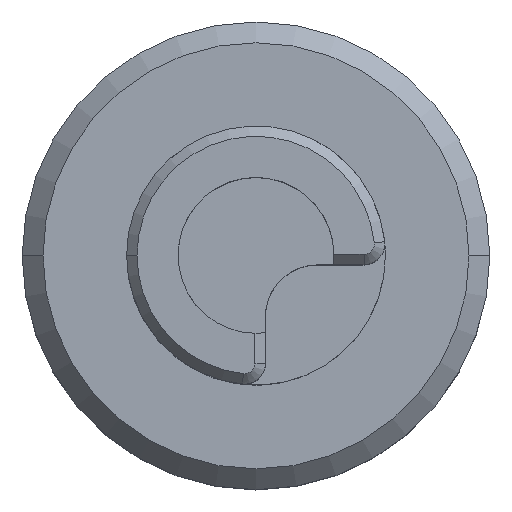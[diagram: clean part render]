
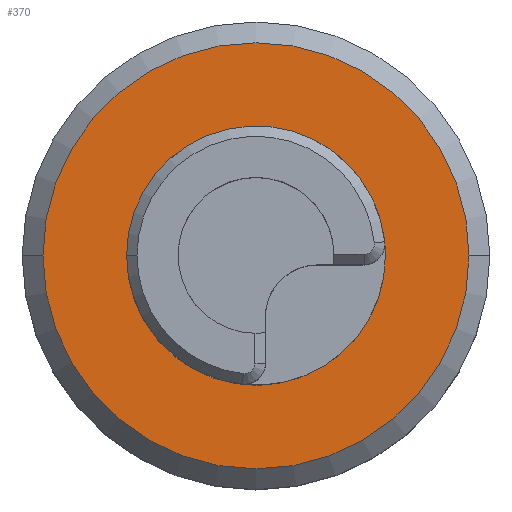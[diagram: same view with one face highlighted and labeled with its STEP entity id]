
A CAD part, top view. The second image highlights one B-rep face of the part: STEP entity #370.
In plain terms, the highlighted planar face has unit normal (0, 0, 1).
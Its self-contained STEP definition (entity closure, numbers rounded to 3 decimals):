
#23 = CARTESIAN_POINT ( 'NONE',  ( 0., 0., 20. ) ) ;
#35 = CIRCLE ( 'NONE', #849, 20.5 ) ;
#42 = VERTEX_POINT ( 'NONE', #741 ) ;
#61 = CARTESIAN_POINT ( 'NONE',  ( 12.45, 0., 20. ) ) ;
#66 = VERTEX_POINT ( 'NONE', #61 ) ;
#94 = DIRECTION ( 'NONE',  ( 0., 0., 1. ) ) ;
#96 = DIRECTION ( 'NONE',  ( 1., 0., 0. ) ) ;
#104 = PLANE ( 'NONE',  #759 ) ;
#225 = CIRCLE ( 'NONE', #526, 12.45 ) ;
#226 = CARTESIAN_POINT ( 'NONE',  ( 0., 0., 20. ) ) ;
#247 = EDGE_CURVE ( 'NONE', #42, #66, #714, .T. ) ;
#267 = ORIENTED_EDGE ( 'NONE', *, *, #247, .F. ) ;
#294 = EDGE_CURVE ( 'NONE', #422, #856, #305, .T. ) ;
#297 = ORIENTED_EDGE ( 'NONE', *, *, #622, .F. ) ;
#304 = DIRECTION ( 'NONE',  ( 0., 0., 1. ) ) ;
#305 = CIRCLE ( 'NONE', #498, 20.5 ) ;
#317 = CARTESIAN_POINT ( 'NONE',  ( 20.5, 0., 20. ) ) ;
#370 = ADVANCED_FACE ( 'NONE', ( #701, #385 ), #104, .T. ) ;
#374 = DIRECTION ( 'NONE',  ( 1., 0., 0. ) ) ;
#382 = DIRECTION ( 'NONE',  ( 1., 0., 0. ) ) ;
#385 = FACE_BOUND ( 'NONE', #846, .T. ) ;
#403 = CARTESIAN_POINT ( 'NONE',  ( -20.5, 0., 20. ) ) ;
#422 = VERTEX_POINT ( 'NONE', #317 ) ;
#435 = ORIENTED_EDGE ( 'NONE', *, *, #294, .T. ) ;
#456 = DIRECTION ( 'NONE',  ( 1., 0., 0. ) ) ;
#498 = AXIS2_PLACEMENT_3D ( 'NONE', #715, #304, #374 ) ;
#505 = DIRECTION ( 'NONE',  ( 0., 0., 1. ) ) ;
#522 = DIRECTION ( 'NONE',  ( 0., 0., 1. ) ) ;
#526 = AXIS2_PLACEMENT_3D ( 'NONE', #23, #522, #382 ) ;
#528 = DIRECTION ( 'NONE',  ( 0., 0., 1. ) ) ;
#545 = EDGE_LOOP ( 'NONE', ( #722, #435 ) ) ;
#561 = CARTESIAN_POINT ( 'NONE',  ( 0., 0., 20. ) ) ;
#608 = EDGE_CURVE ( 'NONE', #856, #422, #35, .T. ) ;
#622 = EDGE_CURVE ( 'NONE', #66, #42, #225, .T. ) ;
#652 = AXIS2_PLACEMENT_3D ( 'NONE', #226, #94, #96 ) ;
#701 = FACE_OUTER_BOUND ( 'NONE', #545, .T. ) ;
#714 = CIRCLE ( 'NONE', #652, 12.45 ) ;
#715 = CARTESIAN_POINT ( 'NONE',  ( 0., 0., 20. ) ) ;
#722 = ORIENTED_EDGE ( 'NONE', *, *, #608, .T. ) ;
#741 = CARTESIAN_POINT ( 'NONE',  ( -12.45, 0., 20. ) ) ;
#759 = AXIS2_PLACEMENT_3D ( 'NONE', #858, #528, #456 ) ;
#837 = DIRECTION ( 'NONE',  ( 1., 0., 0. ) ) ;
#846 = EDGE_LOOP ( 'NONE', ( #297, #267 ) ) ;
#849 = AXIS2_PLACEMENT_3D ( 'NONE', #561, #505, #837 ) ;
#856 = VERTEX_POINT ( 'NONE', #403 ) ;
#858 = CARTESIAN_POINT ( 'NONE',  ( 0., 0., 20. ) ) ;
